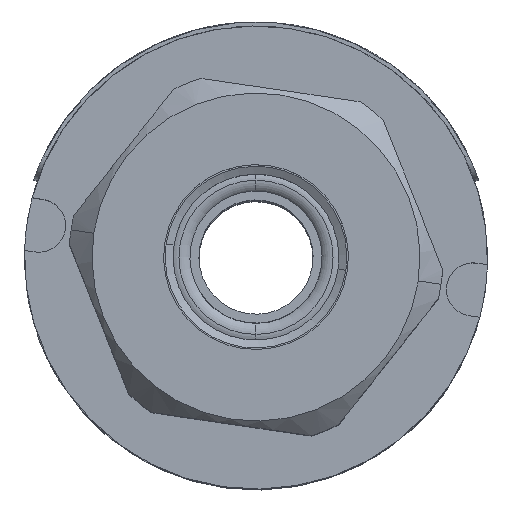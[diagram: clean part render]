
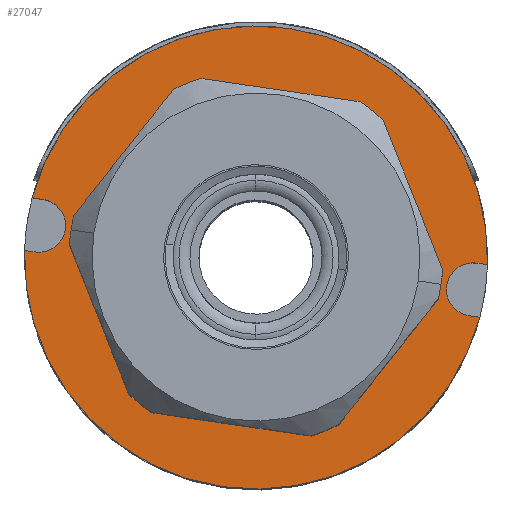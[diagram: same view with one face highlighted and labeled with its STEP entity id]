
A CAD part, top view. The second image highlights one B-rep face of the part: STEP entity #27047.
In plain terms, the highlighted face is planar.
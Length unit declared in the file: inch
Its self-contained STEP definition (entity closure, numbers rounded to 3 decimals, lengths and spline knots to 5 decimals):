
#412 = EDGE_CURVE ( 'NONE', #48343, #12227, #26708, .T. ) ;
#609 = DIRECTION ( 'NONE',  ( 0., 0., -1. ) ) ;
#1484 = DIRECTION ( 'NONE',  ( 0., 0., 1. ) ) ;
#1678 = CARTESIAN_POINT ( 'NONE',  ( -0.5, 0.528, -0.064 ) ) ;
#6171 = ORIENTED_EDGE ( 'NONE', *, *, #74444, .F. ) ;
#9141 = EDGE_CURVE ( 'NONE', #71895, #48343, #110066, .T. ) ;
#10806 = CARTESIAN_POINT ( 'NONE',  ( -0.5, 0.528, -0.064 ) ) ;
#11594 = DIRECTION ( 'NONE',  ( 0., 0., 1. ) ) ;
#12070 = EDGE_CURVE ( 'NONE', #64821, #71895, #52324, .T. ) ;
#12217 = CARTESIAN_POINT ( 'NONE',  ( -0.5, 0.528, 0.064 ) ) ;
#12227 = VERTEX_POINT ( 'NONE', #18695 ) ;
#12394 = CARTESIAN_POINT ( 'NONE',  ( -0.5, -0.528, 0. ) ) ;
#13060 = VERTEX_POINT ( 'NONE', #94157 ) ;
#13530 = CARTESIAN_POINT ( 'NONE',  ( -0.5, -0.528, -0.064 ) ) ;
#14431 = LINE ( 'NONE', #12217, #61381 ) ;
#15517 = CARTESIAN_POINT ( 'NONE',  ( -0.5, 0.528, 0.064 ) ) ;
#16865 = ORIENTED_EDGE ( 'NONE', *, *, #92231, .F. ) ;
#17838 = DIRECTION ( 'NONE',  ( 1., 0., 0. ) ) ;
#18695 = CARTESIAN_POINT ( 'NONE',  ( -0.5, -0.528, 0.064 ) ) ;
#19647 = DIRECTION ( 'NONE',  ( 0., -1., 0. ) ) ;
#22531 = VERTEX_POINT ( 'NONE', #1678 ) ;
#22647 = EDGE_CURVE ( 'NONE', #12227, #60742, #96142, .T. ) ;
#23010 = ORIENTED_EDGE ( 'NONE', *, *, #25498, .T. ) ;
#23820 = EDGE_CURVE ( 'NONE', #60742, #97348, #41671, .T. ) ;
#25180 = DIRECTION ( 'NONE',  ( 0., 0., 1. ) ) ;
#25498 = EDGE_CURVE ( 'NONE', #97348, #49964, #45808, .T. ) ;
#26708 = CIRCLE ( 'NONE', #33561, 0.064 ) ;
#27047 = ADVANCED_FACE ( 'NONE', ( #108755, #88108 ), #78581, .F. ) ;
#28318 = CARTESIAN_POINT ( 'NONE',  ( -0.5, 0., 0. ) ) ;
#29475 = DIRECTION ( 'NONE',  ( 0., 0., 1. ) ) ;
#29765 = DIRECTION ( 'NONE',  ( 1., 0., 0. ) ) ;
#31008 = CARTESIAN_POINT ( 'NONE',  ( -0.5, -0.528, 0.064 ) ) ;
#31566 = DIRECTION ( 'NONE',  ( -1., 0., 0. ) ) ;
#33561 = AXIS2_PLACEMENT_3D ( 'NONE', #12394, #17838, #29475 ) ;
#34576 = DIRECTION ( 'NONE',  ( 0., 0., 1. ) ) ;
#34624 = ORIENTED_EDGE ( 'NONE', *, *, #47144, .F. ) ;
#36096 = AXIS2_PLACEMENT_3D ( 'NONE', #110688, #58984, #34576 ) ;
#36245 = CARTESIAN_POINT ( 'NONE',  ( -0.5, 0., 0. ) ) ;
#37185 = DIRECTION ( 'NONE',  ( 0., 0., 1. ) ) ;
#37677 = EDGE_CURVE ( 'NONE', #51690, #51766, #91012, .T. ) ;
#41671 = CIRCLE ( 'NONE', #50012, 0.5575 ) ;
#42295 = CARTESIAN_POINT ( 'NONE',  ( -0.5, 0.528, 0. ) ) ;
#43402 = DIRECTION ( 'NONE',  ( -1., 0., 0. ) ) ;
#45808 = CIRCLE ( 'NONE', #36096, 0.5575 ) ;
#45908 = CARTESIAN_POINT ( 'NONE',  ( -0.5, 0., 0.5575 ) ) ;
#46345 = VECTOR ( 'NONE', #56518, 39.37008 ) ;
#47144 = EDGE_CURVE ( 'NONE', #13060, #22531, #97449, .T. ) ;
#48343 = VERTEX_POINT ( 'NONE', #13530 ) ;
#49964 = VERTEX_POINT ( 'NONE', #96201 ) ;
#50012 = AXIS2_PLACEMENT_3D ( 'NONE', #36245, #100332, #11594 ) ;
#51049 = DIRECTION ( 'NONE',  ( 0., 1., 0. ) ) ;
#51207 = DIRECTION ( 'NONE',  ( 0., 0., 1. ) ) ;
#51690 = VERTEX_POINT ( 'NONE', #79790 ) ;
#51766 = VERTEX_POINT ( 'NONE', #100141 ) ;
#52324 = CIRCLE ( 'NONE', #55201, 0.5575 ) ;
#52952 = VECTOR ( 'NONE', #51049, 39.37008 ) ;
#53669 = CARTESIAN_POINT ( 'NONE',  ( -0.5, -0.55381, -0.064 ) ) ;
#53761 = ORIENTED_EDGE ( 'NONE', *, *, #12070, .T. ) ;
#55201 = AXIS2_PLACEMENT_3D ( 'NONE', #73005, #31566, #1484 ) ;
#56518 = DIRECTION ( 'NONE',  ( 0., -1., 0. ) ) ;
#58281 = AXIS2_PLACEMENT_3D ( 'NONE', #28318, #90189, #37185 ) ;
#58984 = DIRECTION ( 'NONE',  ( -1., 0., 0. ) ) ;
#60742 = VERTEX_POINT ( 'NONE', #97207 ) ;
#61381 = VECTOR ( 'NONE', #74022, 39.37008 ) ;
#62321 = CARTESIAN_POINT ( 'NONE',  ( -0.5, 0.5575, 0. ) ) ;
#62566 = ORIENTED_EDGE ( 'NONE', *, *, #37677, .F. ) ;
#63803 = EDGE_CURVE ( 'NONE', #22531, #66910, #96368, .T. ) ;
#64821 = VERTEX_POINT ( 'NONE', #100313 ) ;
#66910 = VERTEX_POINT ( 'NONE', #15517 ) ;
#67943 = AXIS2_PLACEMENT_3D ( 'NONE', #42295, #104114, #51207 ) ;
#71895 = VERTEX_POINT ( 'NONE', #53669 ) ;
#72452 = ORIENTED_EDGE ( 'NONE', *, *, #80522, .T. ) ;
#73005 = CARTESIAN_POINT ( 'NONE',  ( -0.5, 0., 0. ) ) ;
#73853 = CARTESIAN_POINT ( 'NONE',  ( -0.5, 0., 0. ) ) ;
#74022 = DIRECTION ( 'NONE',  ( 0., 1., 0. ) ) ;
#74444 = EDGE_CURVE ( 'NONE', #66910, #49964, #14431, .T. ) ;
#74767 = ORIENTED_EDGE ( 'NONE', *, *, #63803, .F. ) ;
#75637 = ORIENTED_EDGE ( 'NONE', *, *, #23820, .T. ) ;
#78581 = PLANE ( 'NONE',  #112735 ) ;
#79232 = EDGE_LOOP ( 'NONE', ( #113846, #86484, #84169, #75637, #23010, #6171, #74767, #34624, #72452, #53761 ) ) ;
#79790 = CARTESIAN_POINT ( 'NONE',  ( -0.5, 0., 0.3425 ) ) ;
#80522 = EDGE_CURVE ( 'NONE', #13060, #64821, #111345, .T. ) ;
#82484 = EDGE_LOOP ( 'NONE', ( #62566, #16865 ) ) ;
#84169 = ORIENTED_EDGE ( 'NONE', *, *, #22647, .T. ) ;
#86484 = ORIENTED_EDGE ( 'NONE', *, *, #412, .T. ) ;
#88108 = FACE_OUTER_BOUND ( 'NONE', #79232, .T. ) ;
#90189 = DIRECTION ( 'NONE',  ( -1., 0., 0. ) ) ;
#91012 = CIRCLE ( 'NONE', #95170, 0.3425 ) ;
#92231 = EDGE_CURVE ( 'NONE', #51766, #51690, #108148, .T. ) ;
#92719 = DIRECTION ( 'NONE',  ( -1., 0., 0. ) ) ;
#94157 = CARTESIAN_POINT ( 'NONE',  ( -0.5, 0.55381, -0.064 ) ) ;
#95170 = AXIS2_PLACEMENT_3D ( 'NONE', #73853, #92719, #25180 ) ;
#96142 = LINE ( 'NONE', #31008, #46345 ) ;
#96189 = AXIS2_PLACEMENT_3D ( 'NONE', #96355, #43402, #105187 ) ;
#96201 = CARTESIAN_POINT ( 'NONE',  ( -0.5, 0.55381, 0.064 ) ) ;
#96355 = CARTESIAN_POINT ( 'NONE',  ( -0.5, 0., 0. ) ) ;
#96368 = CIRCLE ( 'NONE', #67943, 0.064 ) ;
#97207 = CARTESIAN_POINT ( 'NONE',  ( -0.5, -0.55381, 0.064 ) ) ;
#97348 = VERTEX_POINT ( 'NONE', #45908 ) ;
#97449 = LINE ( 'NONE', #10806, #102326 ) ;
#97725 = CARTESIAN_POINT ( 'NONE',  ( -0.5, -0.528, -0.064 ) ) ;
#100141 = CARTESIAN_POINT ( 'NONE',  ( -0.5, 0., -0.3425 ) ) ;
#100313 = CARTESIAN_POINT ( 'NONE',  ( -0.5, 0., -0.5575 ) ) ;
#100332 = DIRECTION ( 'NONE',  ( -1., 0., 0. ) ) ;
#102326 = VECTOR ( 'NONE', #19647, 39.37008 ) ;
#104114 = DIRECTION ( 'NONE',  ( -1., 0., 0. ) ) ;
#105187 = DIRECTION ( 'NONE',  ( 0., 0., 1. ) ) ;
#108148 = CIRCLE ( 'NONE', #96189, 0.3425 ) ;
#108755 = FACE_BOUND ( 'NONE', #82484, .T. ) ;
#110066 = LINE ( 'NONE', #97725, #52952 ) ;
#110688 = CARTESIAN_POINT ( 'NONE',  ( -0.5, 0., 0. ) ) ;
#111345 = CIRCLE ( 'NONE', #58281, 0.5575 ) ;
#112735 = AXIS2_PLACEMENT_3D ( 'NONE', #62321, #29765, #609 ) ;
#113846 = ORIENTED_EDGE ( 'NONE', *, *, #9141, .T. ) ;
